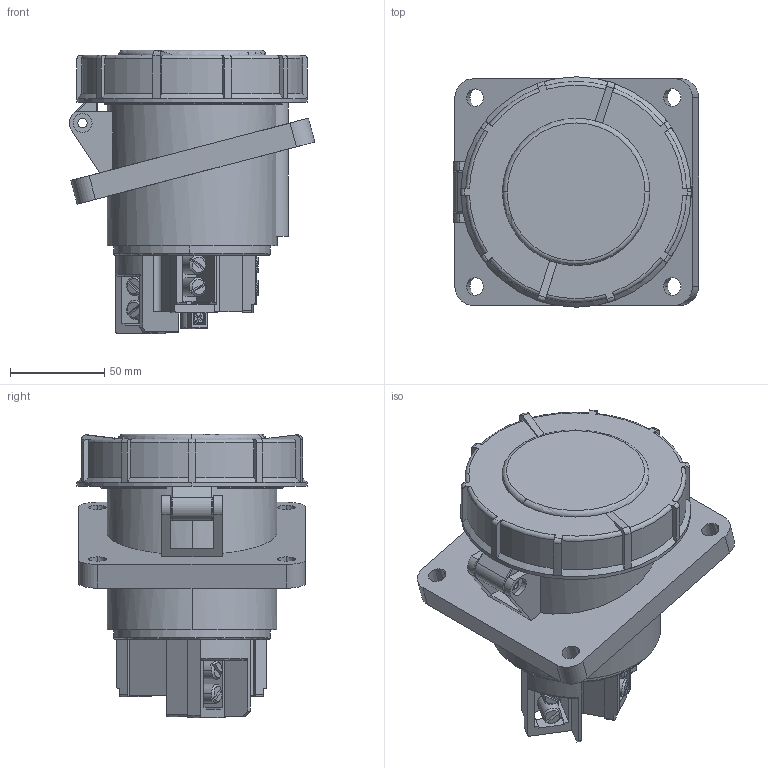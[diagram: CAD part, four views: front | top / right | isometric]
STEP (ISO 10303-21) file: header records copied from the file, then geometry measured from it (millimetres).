
FILE_DESCRIPTION (( 'STEP AP203' ), '1' );
FILE_NAME ('Ðîçåòêà ñòàöèîíàðíàÿ âíóòðåííÿÿ óãëîâà ps-4442-125-380.STEP', '2018-09-04T07:14:28', ( '' ), ( '' ), 'SwSTEP 2.0', 'SolidWorks 2017', '' );
FILE_SCHEMA (( 'CONFIG_CONTROL_DESIGN' ));
Length unit declared in the file: millimetre
Products named in the file (1): Ðîçåòêà ñòàöèîíàðíàÿ âíóòðåííÿÿ óãëîâà  ps-4442-125-380
Bounding box: 129.87 x 122 x 150 mm (x, y, z)
Volume: 729456 mm3; surface area: 192671.5 mm2
Topology: 13 solids, 13 shells, 514 faces, 1354 edges, 871 vertices
Faces by surface type: plane 248, cylinder 158, torus 51, cone 49, sphere 6, bspline 2
Entity records: 16682 total; most frequent: CARTESIAN_POINT 3788, DIRECTION 2711, ORIENTED_EDGE 2700, EDGE_CURVE 1350, AXIS2_PLACEMENT_3D 1011, VERTEX_POINT 870, VECTOR 689, LINE 689
